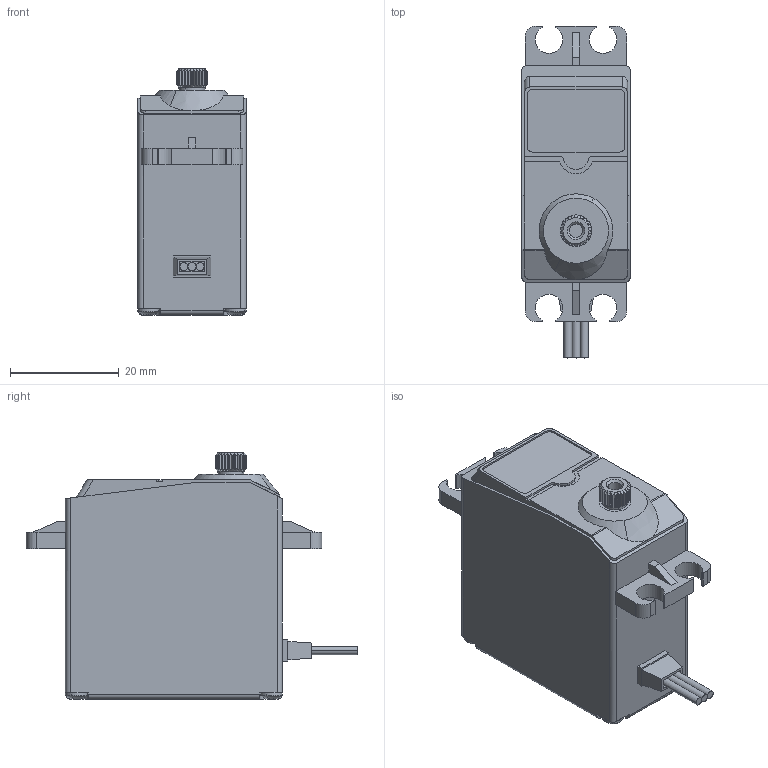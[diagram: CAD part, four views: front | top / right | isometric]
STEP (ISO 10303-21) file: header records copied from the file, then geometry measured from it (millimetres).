
FILE_DESCRIPTION(('CATIA V5 STEP Exchange'),'2;1');
FILE_NAME('Servo DSS-M15S.stp','2018-12-07T22:42:38+00:00',('none'),('none'),'CATIA Version 5 Release 21 SP 1 (IN-10)','CATIA V5 STEP AP214','none');
FILE_SCHEMA(('AUTOMOTIVE_DESIGN { 1 0 10303 214 1 1 1 1 }'));
Length unit declared in the file: millimetre
Products named in the file (1): Servo DSS-M15S
Bounding box: 20 x 61.15 x 45.5 mm (x, y, z)
Volume: 32748.9 mm3; surface area: 7584.7 mm2
Topology: 9 solids, 9 shells, 324 faces, 874 edges, 573 vertices
Faces by surface type: plane 198, cylinder 94, torus 16, cone 8, sphere 8
Entity records: 9755 total; most frequent: CARTESIAN_POINT 2296, ORIENTED_EDGE 1748, DIRECTION 1121, EDGE_CURVE 874, VERTEX_POINT 573, VECTOR 457, LINE 457, AXIS2_PLACEMENT_3D 448
